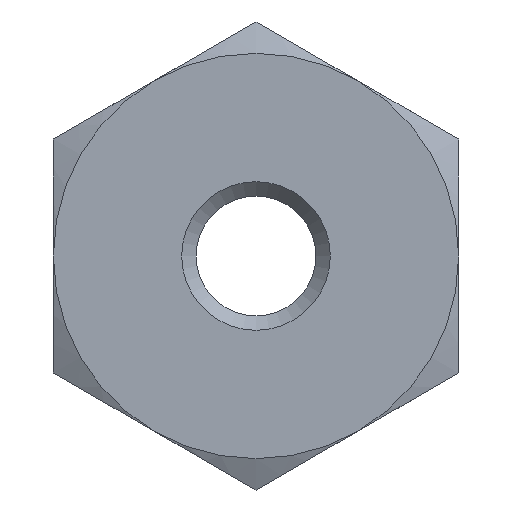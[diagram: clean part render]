
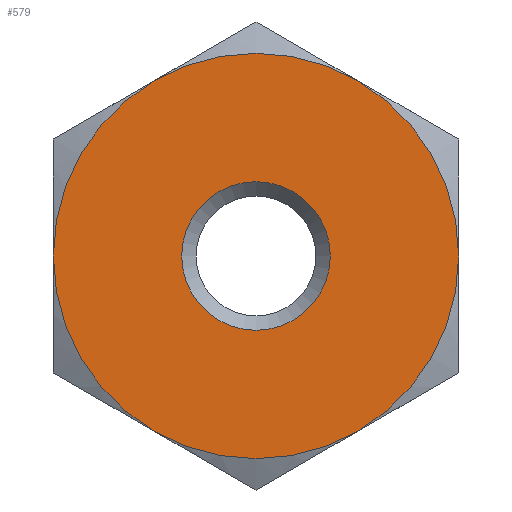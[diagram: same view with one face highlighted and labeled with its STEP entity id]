
A CAD part, front view. The second image highlights one B-rep face of the part: STEP entity #579.
In plain terms, the highlighted planar face has unit normal (0, -1, 0).
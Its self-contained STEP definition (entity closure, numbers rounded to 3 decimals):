
#62=PLANE('',#622);
#139=ORIENTED_EDGE('',*,*,#223,.T.);
#140=ORIENTED_EDGE('',*,*,#221,.F.);
#141=ORIENTED_EDGE('',*,*,#222,.F.);
#142=ORIENTED_EDGE('',*,*,#217,.F.);
#143=ORIENTED_EDGE('',*,*,#218,.F.);
#144=ORIENTED_EDGE('',*,*,#219,.F.);
#145=ORIENTED_EDGE('',*,*,#220,.F.);
#217=EDGE_CURVE('',#251,#247,#271,.F.);
#218=EDGE_CURVE('',#255,#251,#272,.F.);
#219=EDGE_CURVE('',#259,#255,#273,.F.);
#220=EDGE_CURVE('',#261,#259,#274,.F.);
#221=EDGE_CURVE('',#241,#261,#275,.F.);
#222=EDGE_CURVE('',#247,#241,#276,.F.);
#223=EDGE_CURVE('',#262,#262,#277,.F.);
#241=VERTEX_POINT('',#777);
#247=VERTEX_POINT('',#802);
#251=VERTEX_POINT('',#824);
#255=VERTEX_POINT('',#846);
#259=VERTEX_POINT('',#868);
#261=VERTEX_POINT('',#887);
#262=VERTEX_POINT('',#910);
#271=CIRCLE('',#611,7.);
#272=CIRCLE('',#613,7.);
#273=CIRCLE('',#615,7.);
#274=CIRCLE('',#617,7.);
#275=CIRCLE('',#619,7.);
#276=CIRCLE('',#621,7.);
#277=CIRCLE('',#623,2.567);
#304=EDGE_LOOP('',(#139));
#305=EDGE_LOOP('',(#140,#141,#142,#143,#144,#145));
#342=FACE_BOUND('',#304,.T.);
#343=FACE_BOUND('',#305,.T.);
#579=ADVANCED_FACE('',(#342,#343),#62,.T.);
#611=AXIS2_PLACEMENT_3D('',#897,#681,#682);
#613=AXIS2_PLACEMENT_3D('',#899,#685,#686);
#615=AXIS2_PLACEMENT_3D('',#901,#689,#690);
#617=AXIS2_PLACEMENT_3D('',#903,#693,#694);
#619=AXIS2_PLACEMENT_3D('',#905,#697,#698);
#621=AXIS2_PLACEMENT_3D('',#907,#701,#702);
#622=AXIS2_PLACEMENT_3D('',#908,#703,#704);
#623=AXIS2_PLACEMENT_3D('',#909,#705,#706);
#681=DIRECTION('',(0.,-1.,0.));
#682=DIRECTION('',(0.,0.,-1.));
#685=DIRECTION('',(0.,-1.,0.));
#686=DIRECTION('',(0.,0.,-1.));
#689=DIRECTION('',(0.,-1.,0.));
#690=DIRECTION('',(0.,0.,-1.));
#693=DIRECTION('',(0.,-1.,0.));
#694=DIRECTION('',(0.,0.,-1.));
#697=DIRECTION('',(0.,-1.,0.));
#698=DIRECTION('',(0.,0.,-1.));
#701=DIRECTION('',(0.,-1.,0.));
#702=DIRECTION('',(0.,0.,-1.));
#703=DIRECTION('',(0.,-1.,0.));
#704=DIRECTION('',(0.,0.,-1.));
#705=DIRECTION('',(0.,-1.,0.));
#706=DIRECTION('',(0.,0.,-1.));
#777=CARTESIAN_POINT('',(-7.,0.,0.));
#802=CARTESIAN_POINT('',(-3.5,0.,-6.062));
#824=CARTESIAN_POINT('',(3.5,0.,-6.062));
#846=CARTESIAN_POINT('',(7.,0.,0.));
#868=CARTESIAN_POINT('',(3.5,0.,6.062));
#887=CARTESIAN_POINT('',(-3.5,0.,6.062));
#897=CARTESIAN_POINT('',(0.,0.,0.));
#899=CARTESIAN_POINT('',(0.,0.,0.));
#901=CARTESIAN_POINT('',(0.,0.,0.));
#903=CARTESIAN_POINT('',(0.,0.,0.));
#905=CARTESIAN_POINT('',(0.,0.,0.));
#907=CARTESIAN_POINT('',(0.,0.,0.));
#908=CARTESIAN_POINT('',(0.,0.,0.));
#909=CARTESIAN_POINT('',(0.,0.,0.));
#910=CARTESIAN_POINT('',(0.,0.,-2.567));
